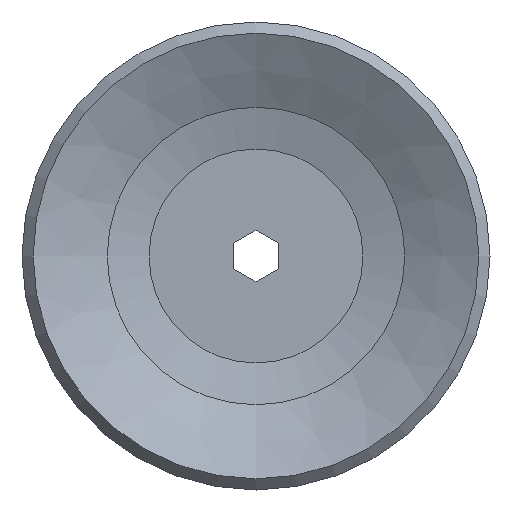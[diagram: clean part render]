
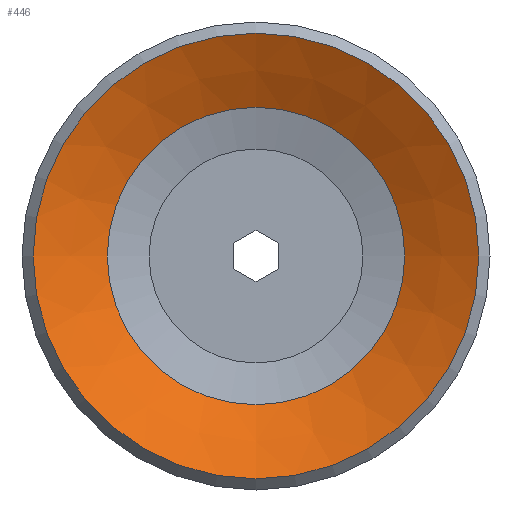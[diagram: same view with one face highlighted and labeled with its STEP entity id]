
A CAD part, front view. The second image highlights one B-rep face of the part: STEP entity #446.
In plain terms, the highlighted conical face has half-angle 62.042 degrees and reference radius 15 mm.
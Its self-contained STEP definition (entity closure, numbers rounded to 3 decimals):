
#29=CONICAL_SURFACE('',#484,15.,1.083);
#96=ORIENTED_EDGE('',*,*,#149,.F.);
#97=ORIENTED_EDGE('',*,*,#148,.T.);
#148=EDGE_CURVE('',#180,#180,#200,.T.);
#149=EDGE_CURVE('',#181,#181,#201,.T.);
#180=VERTEX_POINT('',#633);
#181=VERTEX_POINT('',#636);
#200=CIRCLE('',#483,15.);
#201=CIRCLE('',#485,10.015);
#227=EDGE_LOOP('',(#96));
#228=EDGE_LOOP('',(#97));
#263=FACE_BOUND('',#227,.T.);
#264=FACE_BOUND('',#228,.T.);
#446=ADVANCED_FACE('',(#263,#264),#29,.F.);
#483=AXIS2_PLACEMENT_3D('',#632,#549,#550);
#484=AXIS2_PLACEMENT_3D('',#634,#551,#552);
#485=AXIS2_PLACEMENT_3D('',#635,#553,#554);
#549=DIRECTION('',(0.,-1.,0.));
#550=DIRECTION('',(0.,0.,-1.));
#551=DIRECTION('',(0.,-1.,0.));
#552=DIRECTION('',(0.,0.,-1.));
#553=DIRECTION('',(0.,-1.,0.));
#554=DIRECTION('',(0.,0.,-1.));
#632=CARTESIAN_POINT('',(0.,0.,0.));
#633=CARTESIAN_POINT('',(0.,0.,-15.));
#634=CARTESIAN_POINT('',(0.,0.,0.));
#635=CARTESIAN_POINT('',(0.,2.646,0.));
#636=CARTESIAN_POINT('',(0.,2.646,-10.015));
